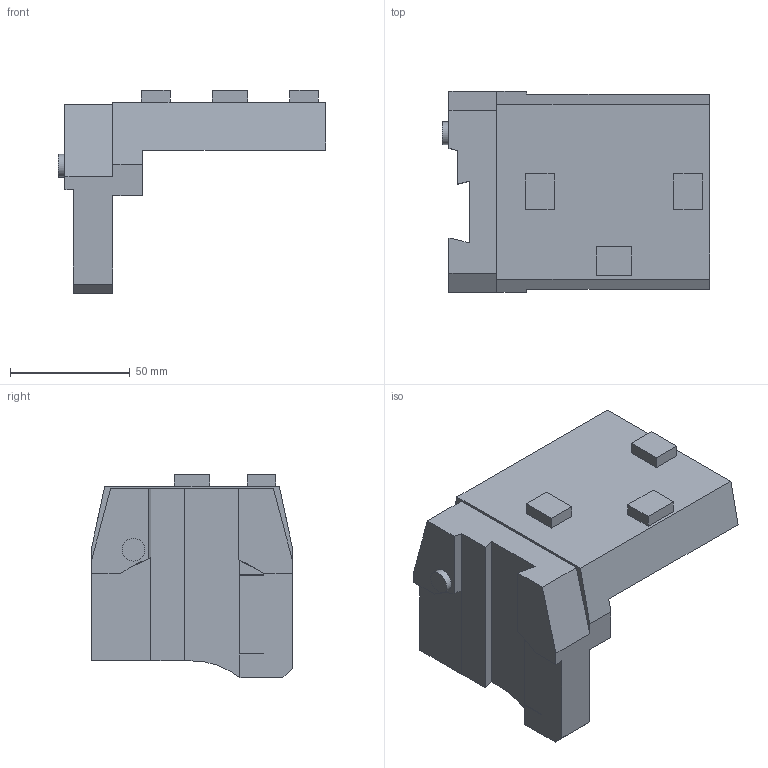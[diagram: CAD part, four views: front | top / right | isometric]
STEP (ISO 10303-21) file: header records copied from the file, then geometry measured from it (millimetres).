
FILE_DESCRIPTION(/* description */ (''),/* implementation_level */ '2;1');
FILE_NAME(/* name */ '1527738216575.stp',/* time_stamp */ '2018-05-31T09:13:46+06:00',/* author */ (''),/* organization */ ('SMS'),/* preprocessor_version */ 'ST-DEVELOPER v15',/* originating_system */ 'SIEMENS PLM Software NX 8.5',/* authorisation */ '');
FILE_SCHEMA (('AUTOMOTIVE_DESIGN { 1 0 10303 214 3 1 1 1 }'));
Length unit declared in the file: millimetre
Products named in the file (1): 201632353mod000_00
Bounding box: 111.75 x 84 x 85 mm (x, y, z)
Volume: 250904 mm3; surface area: 37704.8 mm2
Topology: 1 solids, 1 shells, 61 faces, 165 edges, 113 vertices
Faces by surface type: plane 57, cylinder 4
Full cylindrical faces by diameter (mm): 9.5 x1
Entity records: 1953 total; most frequent: CARTESIAN_POINT 342, ORIENTED_EDGE 328, DIRECTION 304, EDGE_CURVE 164, LINE 154, VECTOR 154, VERTEX_POINT 110, AXIS2_PLACEMENT_3D 75
